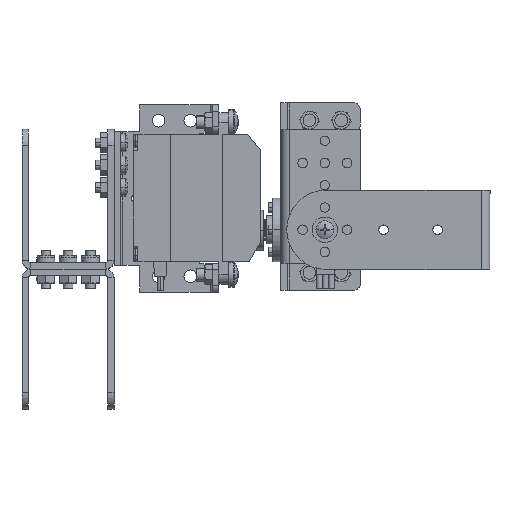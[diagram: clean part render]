
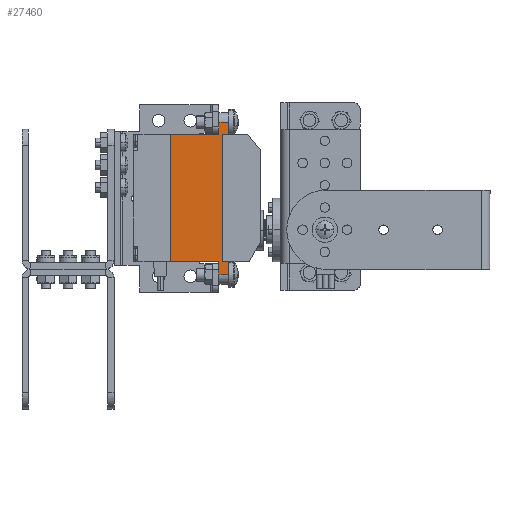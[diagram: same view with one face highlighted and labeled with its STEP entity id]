
A CAD part, top view. The second image highlights one B-rep face of the part: STEP entity #27460.
In plain terms, the highlighted face is planar.
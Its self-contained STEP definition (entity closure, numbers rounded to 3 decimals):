
#197 = CARTESIAN_POINT ( 'NONE',  ( 0., 0., 0.1 ) ) ;
#1851 = VECTOR ( 'NONE', #28592, 1000. ) ;
#2023 = LINE ( 'NONE', #9519, #16398 ) ;
#2683 = VERTEX_POINT ( 'NONE', #4639 ) ;
#2830 = LINE ( 'NONE', #3425, #5505 ) ;
#3287 = EDGE_CURVE ( 'NONE', #11064, #2683, #24258, .T. ) ;
#3425 = CARTESIAN_POINT ( 'NONE',  ( 10., 20., 0.1 ) ) ;
#4274 = EDGE_CURVE ( 'NONE', #11064, #21815, #7970, .T. ) ;
#4639 = CARTESIAN_POINT ( 'NONE',  ( 10., 24., 0.1 ) ) ;
#4701 = CARTESIAN_POINT ( 'NONE',  ( 7., -24., 0.1 ) ) ;
#5065 = EDGE_CURVE ( 'NONE', #6809, #21736, #27233, .T. ) ;
#5073 = ORIENTED_EDGE ( 'NONE', *, *, #14161, .T. ) ;
#5120 = DIRECTION ( 'NONE',  ( 1., 0., 0. ) ) ;
#5168 = DIRECTION ( 'NONE',  ( 1., 0., 0. ) ) ;
#5176 = LINE ( 'NONE', #23622, #7859 ) ;
#5388 = CARTESIAN_POINT ( 'NONE',  ( 10., -20., 0.1 ) ) ;
#5393 = CARTESIAN_POINT ( 'NONE',  ( 8.25, -20., 0.1 ) ) ;
#5505 = VECTOR ( 'NONE', #26766, 1000. ) ;
#5789 = VECTOR ( 'NONE', #10251, 1000. ) ;
#6727 = VECTOR ( 'NONE', #23372, 1000. ) ;
#6809 = VERTEX_POINT ( 'NONE', #16259 ) ;
#7016 = CARTESIAN_POINT ( 'NONE',  ( 7., 20., 0.1 ) ) ;
#7344 = DIRECTION ( 'NONE',  ( 0., 1., 0. ) ) ;
#7645 = ORIENTED_EDGE ( 'NONE', *, *, #14385, .T. ) ;
#7859 = VECTOR ( 'NONE', #9918, 1000. ) ;
#7970 = LINE ( 'NONE', #17293, #10978 ) ;
#7987 = ORIENTED_EDGE ( 'NONE', *, *, #11303, .T. ) ;
#8060 = VERTEX_POINT ( 'NONE', #19464 ) ;
#8478 = CARTESIAN_POINT ( 'NONE',  ( 0., -24., 0.1 ) ) ;
#9519 = CARTESIAN_POINT ( 'NONE',  ( 7., -27., 0.1 ) ) ;
#9755 = CARTESIAN_POINT ( 'NONE',  ( 10., -20., 0.1 ) ) ;
#9918 = DIRECTION ( 'NONE',  ( -1., 0., 0. ) ) ;
#10164 = EDGE_CURVE ( 'NONE', #18345, #8060, #13505, .T. ) ;
#10251 = DIRECTION ( 'NONE',  ( 1., 0., 0. ) ) ;
#10323 = VERTEX_POINT ( 'NONE', #5388 ) ;
#10410 = CARTESIAN_POINT ( 'NONE',  ( 10., 24., 0.1 ) ) ;
#10671 = VECTOR ( 'NONE', #12297, 1000. ) ;
#10689 = LINE ( 'NONE', #29174, #26760 ) ;
#10856 = DIRECTION ( 'NONE',  ( 0., -1., 0. ) ) ;
#10978 = VECTOR ( 'NONE', #10856, 1000. ) ;
#11064 = VERTEX_POINT ( 'NONE', #11835 ) ;
#11303 = EDGE_CURVE ( 'NONE', #30113, #25548, #21820, .T. ) ;
#11357 = DIRECTION ( 'NONE',  ( 0., 1., 0. ) ) ;
#11835 = CARTESIAN_POINT ( 'NONE',  ( 7., 24., 0.1 ) ) ;
#12297 = DIRECTION ( 'NONE',  ( 0., -1., 0. ) ) ;
#13296 = CARTESIAN_POINT ( 'NONE',  ( 10., 20., 0.1 ) ) ;
#13505 = LINE ( 'NONE', #13976, #6727 ) ;
#13976 = CARTESIAN_POINT ( 'NONE',  ( -8.25, -20., 0.1 ) ) ;
#14161 = EDGE_CURVE ( 'NONE', #8060, #21815, #10689, .T. ) ;
#14385 = EDGE_CURVE ( 'NONE', #25548, #10323, #16362, .T. ) ;
#14572 = ORIENTED_EDGE ( 'NONE', *, *, #10164, .T. ) ;
#14987 = VECTOR ( 'NONE', #5168, 1000. ) ;
#15198 = CARTESIAN_POINT ( 'NONE',  ( 8.25, -20., 0.1 ) ) ;
#15285 = CARTESIAN_POINT ( 'NONE',  ( 10., 27., 0.1 ) ) ;
#15367 = VERTEX_POINT ( 'NONE', #13296 ) ;
#15385 = CARTESIAN_POINT ( 'NONE',  ( 7., -20., 0.1 ) ) ;
#15484 = EDGE_CURVE ( 'NONE', #24060, #18345, #5176, .T. ) ;
#16064 = ORIENTED_EDGE ( 'NONE', *, *, #15484, .T. ) ;
#16259 = CARTESIAN_POINT ( 'NONE',  ( 10., -24., 0.1 ) ) ;
#16362 = LINE ( 'NONE', #9755, #14987 ) ;
#16398 = VECTOR ( 'NONE', #11357, 1000. ) ;
#16875 = ORIENTED_EDGE ( 'NONE', *, *, #21428, .F. ) ;
#17293 = CARTESIAN_POINT ( 'NONE',  ( 7., 27., 0.1 ) ) ;
#17510 = CARTESIAN_POINT ( 'NONE',  ( 8.25, 20., 0.1 ) ) ;
#18345 = VERTEX_POINT ( 'NONE', #24281 ) ;
#18455 = ORIENTED_EDGE ( 'NONE', *, *, #19173, .T. ) ;
#19173 = EDGE_CURVE ( 'NONE', #15367, #30113, #2830, .T. ) ;
#19464 = CARTESIAN_POINT ( 'NONE',  ( -8.25, 20., 0.1 ) ) ;
#20374 = ORIENTED_EDGE ( 'NONE', *, *, #5065, .T. ) ;
#20417 = ORIENTED_EDGE ( 'NONE', *, *, #20942, .T. ) ;
#20942 = EDGE_CURVE ( 'NONE', #21736, #24060, #2023, .T. ) ;
#21246 = FACE_OUTER_BOUND ( 'NONE', #29211, .T. ) ;
#21406 = ORIENTED_EDGE ( 'NONE', *, *, #4274, .F. ) ;
#21428 = EDGE_CURVE ( 'NONE', #6809, #10323, #23929, .T. ) ;
#21736 = VERTEX_POINT ( 'NONE', #4701 ) ;
#21815 = VERTEX_POINT ( 'NONE', #7016 ) ;
#21820 = LINE ( 'NONE', #5393, #10671 ) ;
#21933 = DIRECTION ( 'NONE',  ( 1., 0., 0. ) ) ;
#22006 = ORIENTED_EDGE ( 'NONE', *, *, #3287, .T. ) ;
#22070 = CARTESIAN_POINT ( 'NONE',  ( 10., -27., 0.1 ) ) ;
#22507 = LINE ( 'NONE', #15285, #1851 ) ;
#22617 = VECTOR ( 'NONE', #29568, 1000. ) ;
#23372 = DIRECTION ( 'NONE',  ( 0., 1., 0. ) ) ;
#23407 = PLANE ( 'NONE',  #26483 ) ;
#23622 = CARTESIAN_POINT ( 'NONE',  ( 8.25, -20., 0.1 ) ) ;
#23929 = LINE ( 'NONE', #22070, #24561 ) ;
#24060 = VERTEX_POINT ( 'NONE', #15385 ) ;
#24258 = LINE ( 'NONE', #10410, #5789 ) ;
#24281 = CARTESIAN_POINT ( 'NONE',  ( -8.25, -20., 0.1 ) ) ;
#24561 = VECTOR ( 'NONE', #7344, 1000. ) ;
#25548 = VERTEX_POINT ( 'NONE', #15198 ) ;
#25577 = ORIENTED_EDGE ( 'NONE', *, *, #25822, .T. ) ;
#25822 = EDGE_CURVE ( 'NONE', #2683, #15367, #22507, .T. ) ;
#26483 = AXIS2_PLACEMENT_3D ( 'NONE', #197, #28341, #5120 ) ;
#26760 = VECTOR ( 'NONE', #21933, 1000. ) ;
#26766 = DIRECTION ( 'NONE',  ( -1., 0., 0. ) ) ;
#27233 = LINE ( 'NONE', #8478, #22617 ) ;
#27460 = ADVANCED_FACE ( 'NONE', ( #21246 ), #23407, .F. ) ;
#28341 = DIRECTION ( 'NONE',  ( 0., 0., 1. ) ) ;
#28592 = DIRECTION ( 'NONE',  ( 0., -1., 0. ) ) ;
#29174 = CARTESIAN_POINT ( 'NONE',  ( 8.25, 20., 0.1 ) ) ;
#29211 = EDGE_LOOP ( 'NONE', ( #21406, #22006, #25577, #18455, #7987, #7645, #16875, #20374, #20417, #16064, #14572, #5073 ) ) ;
#29568 = DIRECTION ( 'NONE',  ( -1., 0., 0. ) ) ;
#30113 = VERTEX_POINT ( 'NONE', #17510 ) ;
